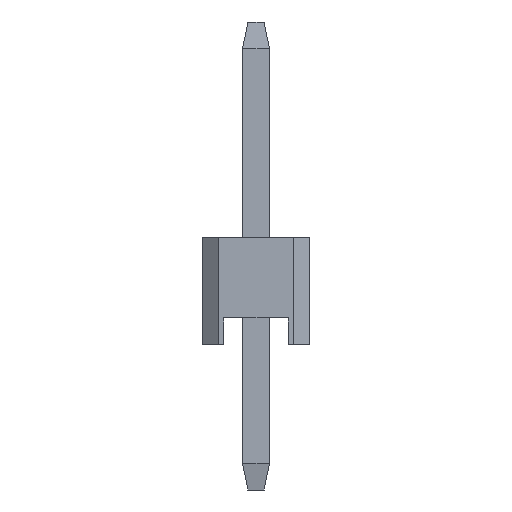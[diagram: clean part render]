
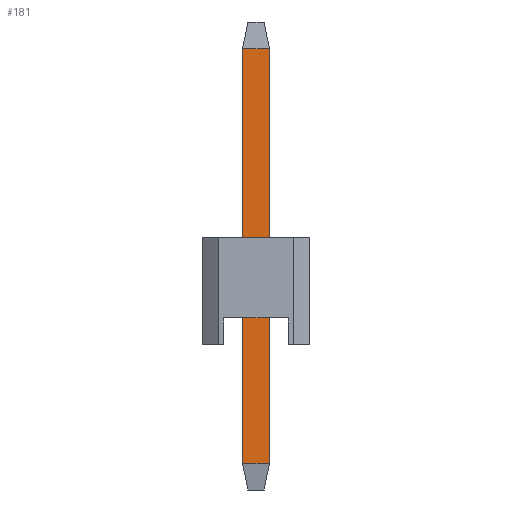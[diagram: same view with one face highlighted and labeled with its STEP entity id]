
A CAD part, left-side view. The second image highlights one B-rep face of the part: STEP entity #181.
In plain terms, the highlighted planar face has unit normal (-1, 0, 0).
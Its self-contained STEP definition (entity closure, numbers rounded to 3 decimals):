
#181=ADVANCED_FACE('',(#501),#4801,.T.);
#501=FACE_OUTER_BOUND('',#821,.T.);
#821=EDGE_LOOP('',(#1168,#1169,#1170,#1171));
#1168=ORIENTED_EDGE('',*,*,#2741,.F.);
#1169=ORIENTED_EDGE('',*,*,#2742,.F.);
#1170=ORIENTED_EDGE('',*,*,#2743,.F.);
#1171=ORIENTED_EDGE('',*,*,#2740,.F.);
#2740=EDGE_CURVE('',#4312,#4313,#3526,.T.);
#2741=EDGE_CURVE('',#4314,#4312,#3527,.T.);
#2742=EDGE_CURVE('',#4315,#4314,#3528,.T.);
#2743=EDGE_CURVE('',#4313,#4315,#3529,.T.);
#3526=B_SPLINE_CURVE_WITH_KNOTS('',1,(#5824,#5825),.UNSPECIFIED.,.F.,.F.,
(2,2),(-7.7,0.),.UNSPECIFIED.);
#3527=B_SPLINE_CURVE_WITH_KNOTS('',1,(#5826,#5827),.UNSPECIFIED.,.F.,.F.,
(2,2),(-0.5,0.),.UNSPECIFIED.);
#3528=B_SPLINE_CURVE_WITH_KNOTS('',1,(#5828,#5829),.UNSPECIFIED.,.F.,.F.,
(2,2),(-7.7,0.),.UNSPECIFIED.);
#3529=B_SPLINE_CURVE_WITH_KNOTS('',1,(#5830,#5831),.UNSPECIFIED.,.F.,.F.,
(2,2),(-0.5,0.),.UNSPECIFIED.);
#4312=VERTEX_POINT('',#5804);
#4313=VERTEX_POINT('',#5805);
#4314=VERTEX_POINT('',#5806);
#4315=VERTEX_POINT('',#5807);
#4801=PLANE('',#5141);
#5141=AXIS2_PLACEMENT_3D('',#5787,#5464,$);
#5464=DIRECTION('',(-1.,0.,0.));
#5787=CARTESIAN_POINT('',(-0.25,99.04,6.34));
#5804=CARTESIAN_POINT('',(-0.25,99.75,5.51));
#5805=CARTESIAN_POINT('',(-0.25,99.75,-2.19));
#5806=CARTESIAN_POINT('',(-0.25,100.25,5.51));
#5807=CARTESIAN_POINT('',(-0.25,100.25,-2.19));
#5824=CARTESIAN_POINT('',(-0.25,99.75,5.51));
#5825=CARTESIAN_POINT('',(-0.25,99.75,-2.19));
#5826=CARTESIAN_POINT('',(-0.25,100.25,5.51));
#5827=CARTESIAN_POINT('',(-0.25,99.75,5.51));
#5828=CARTESIAN_POINT('',(-0.25,100.25,-2.19));
#5829=CARTESIAN_POINT('',(-0.25,100.25,5.51));
#5830=CARTESIAN_POINT('',(-0.25,99.75,-2.19));
#5831=CARTESIAN_POINT('',(-0.25,100.25,-2.19));
